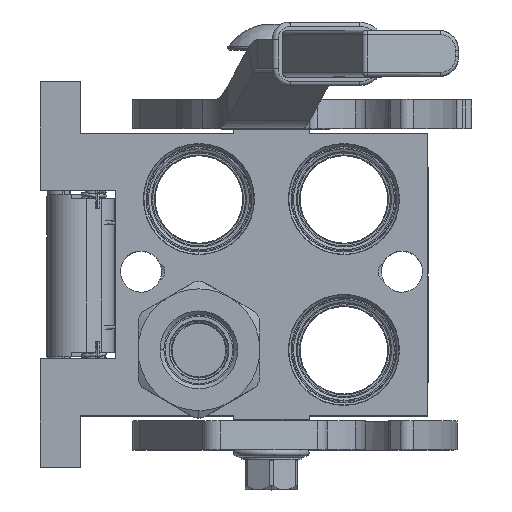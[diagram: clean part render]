
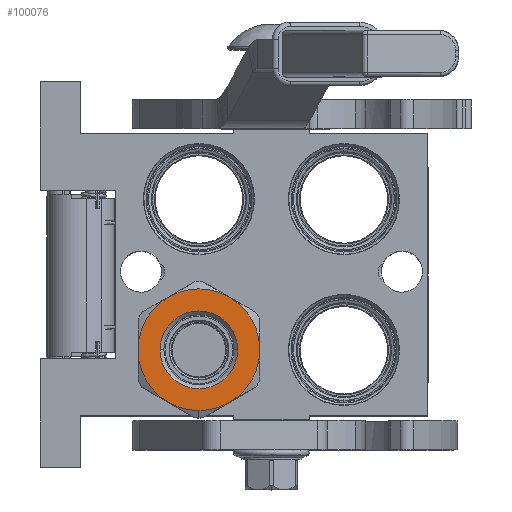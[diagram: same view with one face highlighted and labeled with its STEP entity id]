
A CAD part, top view. The second image highlights one B-rep face of the part: STEP entity #100076.
In plain terms, the highlighted face is planar.
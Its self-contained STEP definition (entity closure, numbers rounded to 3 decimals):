
#1269 = CARTESIAN_POINT ( 'NONE',  ( 100.6, 0., 0. ) ) ;
#2437 = EDGE_CURVE ( 'NONE', #66934, #30590, #59215, .T. ) ;
#3846 = EDGE_CURVE ( 'NONE', #41710, #112584, #81143, .T. ) ;
#4933 = CIRCLE ( 'NONE', #29196, 21. ) ;
#5025 = ORIENTED_EDGE ( 'NONE', *, *, #24351, .T. ) ;
#6058 = EDGE_LOOP ( 'NONE', ( #7463, #113489, #26452, #117053, #41477, #24626, #5025 ) ) ;
#6584 = DIRECTION ( 'NONE',  ( -1., 0., 0. ) ) ;
#7061 = CARTESIAN_POINT ( 'NONE',  ( 100.6, -13.4, 0. ) ) ;
#7264 = AXIS2_PLACEMENT_3D ( 'NONE', #1269, #58669, #76437 ) ;
#7463 = ORIENTED_EDGE ( 'NONE', *, *, #54134, .T. ) ;
#7600 = FACE_OUTER_BOUND ( 'NONE', #6058, .T. ) ;
#7989 = CARTESIAN_POINT ( 'NONE',  ( 100.6, 0., 0. ) ) ;
#8301 = EDGE_CURVE ( 'NONE', #67762, #90559, #84195, .T. ) ;
#9178 = DIRECTION ( 'NONE',  ( 0., -0.5, -0.866 ) ) ;
#13901 = CARTESIAN_POINT ( 'NONE',  ( 100.6, 10.5, -18.187 ) ) ;
#16185 = CIRCLE ( 'NONE', #49268, 21. ) ;
#16546 = FACE_BOUND ( 'NONE', #76910, .T. ) ;
#22793 = CARTESIAN_POINT ( 'NONE',  ( 100.6, 21., 0. ) ) ;
#23766 = AXIS2_PLACEMENT_3D ( 'NONE', #113499, #84268, #57027 ) ;
#24351 = EDGE_CURVE ( 'NONE', #90559, #89189, #52431, .T. ) ;
#24626 = ORIENTED_EDGE ( 'NONE', *, *, #8301, .T. ) ;
#26452 = ORIENTED_EDGE ( 'NONE', *, *, #2437, .T. ) ;
#26907 = CARTESIAN_POINT ( 'NONE',  ( 100.6, 0., 0. ) ) ;
#29196 = AXIS2_PLACEMENT_3D ( 'NONE', #112613, #92464, #65616 ) ;
#30590 = VERTEX_POINT ( 'NONE', #13901 ) ;
#36031 = AXIS2_PLACEMENT_3D ( 'NONE', #91465, #100187, #101377 ) ;
#38480 = CARTESIAN_POINT ( 'NONE',  ( 100.6, 10.5, 18.187 ) ) ;
#40803 = DIRECTION ( 'NONE',  ( -1., 0., 0. ) ) ;
#41477 = ORIENTED_EDGE ( 'NONE', *, *, #52259, .F. ) ;
#41710 = VERTEX_POINT ( 'NONE', #63168 ) ;
#42230 = ORIENTED_EDGE ( 'NONE', *, *, #114633, .T. ) ;
#44974 = DIRECTION ( 'NONE',  ( 0., 0., 1. ) ) ;
#45051 = CARTESIAN_POINT ( 'NONE',  ( 100.6, -21., 0. ) ) ;
#45070 = DIRECTION ( 'NONE',  ( 1., 0., 0. ) ) ;
#49268 = AXIS2_PLACEMENT_3D ( 'NONE', #26907, #56143, #84204 ) ;
#50337 = DIRECTION ( 'NONE',  ( 0., 0.5, 0.866 ) ) ;
#52259 = EDGE_CURVE ( 'NONE', #67762, #89252, #54164, .T. ) ;
#52431 = CIRCLE ( 'NONE', #103317, 21. ) ;
#54134 = EDGE_CURVE ( 'NONE', #89189, #97194, #92021, .T. ) ;
#54164 = CIRCLE ( 'NONE', #86798, 21. ) ;
#56143 = DIRECTION ( 'NONE',  ( -1., 0., 0. ) ) ;
#56173 = ORIENTED_EDGE ( 'NONE', *, *, #3846, .T. ) ;
#57027 = DIRECTION ( 'NONE',  ( 0., -0.5, 0.866 ) ) ;
#58669 = DIRECTION ( 'NONE',  ( -1., 0., 0. ) ) ;
#59215 = CIRCLE ( 'NONE', #119258, 21. ) ;
#63168 = CARTESIAN_POINT ( 'NONE',  ( 100.6, 13.4, 0. ) ) ;
#63241 = DIRECTION ( 'NONE',  ( 0., 0.5, 0.866 ) ) ;
#63532 = CARTESIAN_POINT ( 'NONE',  ( 100.6, 0., 0. ) ) ;
#64742 = CIRCLE ( 'NONE', #77963, 13.4 ) ;
#65616 = DIRECTION ( 'NONE',  ( 0., -1., 0. ) ) ;
#66934 = VERTEX_POINT ( 'NONE', #108979 ) ;
#67762 = VERTEX_POINT ( 'NONE', #38480 ) ;
#72574 = EDGE_CURVE ( 'NONE', #97194, #66934, #4933, .T. ) ;
#76437 = DIRECTION ( 'NONE',  ( 0., 1., 0. ) ) ;
#76910 = EDGE_LOOP ( 'NONE', ( #42230, #56173 ) ) ;
#77963 = AXIS2_PLACEMENT_3D ( 'NONE', #81361, #80970, #81784 ) ;
#80970 = DIRECTION ( 'NONE',  ( -1., 0., 0. ) ) ;
#81143 = CIRCLE ( 'NONE', #7264, 13.4 ) ;
#81361 = CARTESIAN_POINT ( 'NONE',  ( 100.6, 0., 0. ) ) ;
#81698 = PLANE ( 'NONE',  #110801 ) ;
#81784 = DIRECTION ( 'NONE',  ( 0., -1., 0. ) ) ;
#84195 = CIRCLE ( 'NONE', #36031, 21. ) ;
#84204 = DIRECTION ( 'NONE',  ( 0., 1., 0. ) ) ;
#84268 = DIRECTION ( 'NONE',  ( 1., 0., 0. ) ) ;
#84374 = DIRECTION ( 'NONE',  ( 1., 0., 0. ) ) ;
#86798 = AXIS2_PLACEMENT_3D ( 'NONE', #115893, #40803, #50337 ) ;
#87141 = CARTESIAN_POINT ( 'NONE',  ( 100.6, 0., 21. ) ) ;
#89189 = VERTEX_POINT ( 'NONE', #115154 ) ;
#89252 = VERTEX_POINT ( 'NONE', #22793 ) ;
#90559 = VERTEX_POINT ( 'NONE', #87141 ) ;
#91465 = CARTESIAN_POINT ( 'NONE',  ( 100.6, 0., 0. ) ) ;
#92021 = CIRCLE ( 'NONE', #23766, 21. ) ;
#92464 = DIRECTION ( 'NONE',  ( 1., 0., 0. ) ) ;
#97194 = VERTEX_POINT ( 'NONE', #45051 ) ;
#100076 = ADVANCED_FACE ( 'NONE', ( #7600, #16546 ), #81698, .F. ) ;
#100187 = DIRECTION ( 'NONE',  ( 1., 0., 0. ) ) ;
#101377 = DIRECTION ( 'NONE',  ( 0., 0.5, 0.866 ) ) ;
#103317 = AXIS2_PLACEMENT_3D ( 'NONE', #111430, #45070, #63241 ) ;
#108979 = CARTESIAN_POINT ( 'NONE',  ( 100.6, -10.5, -18.187 ) ) ;
#110801 = AXIS2_PLACEMENT_3D ( 'NONE', #63532, #6584, #44974 ) ;
#111430 = CARTESIAN_POINT ( 'NONE',  ( 100.6, 0., 0. ) ) ;
#112584 = VERTEX_POINT ( 'NONE', #7061 ) ;
#112613 = CARTESIAN_POINT ( 'NONE',  ( 100.6, 0., 0. ) ) ;
#113489 = ORIENTED_EDGE ( 'NONE', *, *, #72574, .T. ) ;
#113499 = CARTESIAN_POINT ( 'NONE',  ( 100.6, 0., 0. ) ) ;
#114633 = EDGE_CURVE ( 'NONE', #112584, #41710, #64742, .T. ) ;
#115154 = CARTESIAN_POINT ( 'NONE',  ( 100.6, -10.5, 18.187 ) ) ;
#115893 = CARTESIAN_POINT ( 'NONE',  ( 100.6, 0., 0. ) ) ;
#117053 = ORIENTED_EDGE ( 'NONE', *, *, #120743, .F. ) ;
#119258 = AXIS2_PLACEMENT_3D ( 'NONE', #7989, #84374, #9178 ) ;
#120743 = EDGE_CURVE ( 'NONE', #89252, #30590, #16185, .T. ) ;
